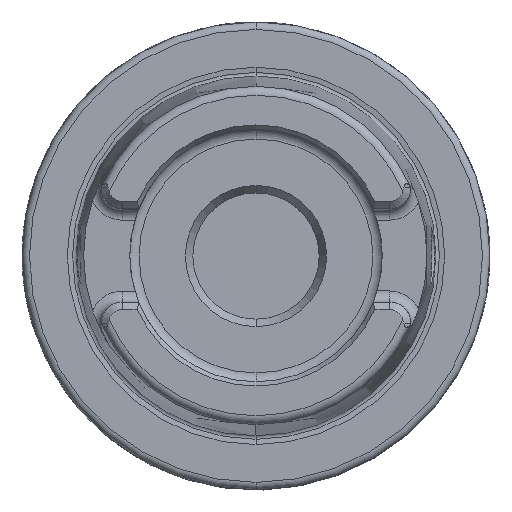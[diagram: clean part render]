
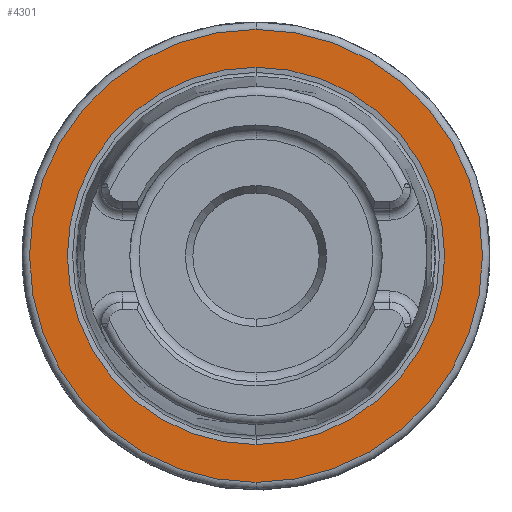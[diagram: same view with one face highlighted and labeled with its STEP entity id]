
A CAD part, top view. The second image highlights one B-rep face of the part: STEP entity #4301.
In plain terms, the highlighted planar face has unit normal (0, 0, 1).
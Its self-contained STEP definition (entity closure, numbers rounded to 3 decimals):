
#1264=CARTESIAN_POINT('',(0,0,26));
#1265=DIRECTION('',(0,0,-1));
#1266=DIRECTION('',(0,1,0));
#1267=AXIS2_PLACEMENT_3D('',#1264,#1265,#1266);
#1277=CARTESIAN_POINT('',(0,0,26));
#1278=DIRECTION('',(0,0,1));
#1279=DIRECTION('',(0,1,0));
#1280=AXIS2_PLACEMENT_3D('',#1277,#1278,#1279);
#1282=CARTESIAN_POINT('',(0,0,26));
#1283=DIRECTION('',(0,0,1));
#1284=DIRECTION('',(0,1,0));
#1285=AXIS2_PLACEMENT_3D('',#1282,#1283,#1284);
#1287=CARTESIAN_POINT('',(0,0,26));
#1288=DIRECTION('',(0,0,1));
#1289=DIRECTION('',(0,-1,0));
#1290=AXIS2_PLACEMENT_3D('',#1287,#1288,#1289);
#2540=CARTESIAN_POINT('',(0,25.409,26));
#2542=VERTEX_POINT('',#2540);
#2576=CARTESIAN_POINT('',(0,-25.409,26));
#2578=VERTEX_POINT('',#2576);
#2642=CARTESIAN_POINT('',(0,30.5,26));
#2643=CARTESIAN_POINT('',(0,-30.5,26));
#2644=VERTEX_POINT('',#2642);
#2645=VERTEX_POINT('',#2643);
#4286=CARTESIAN_POINT('',(0,0,26));
#4287=DIRECTION('',(0,0,-1));
#4288=DIRECTION('',(0,-1,0));
#4289=AXIS2_PLACEMENT_3D('',#4286,#4287,#4288);
#4290=PLANE('',#4289);
#4292=ORIENTED_EDGE('',*,*,#4291,.F.);
#4294=ORIENTED_EDGE('',*,*,#4293,.F.);
#4295=EDGE_LOOP('',(#4292,#4294));
#4296=FACE_OUTER_BOUND('',#4295,.F.);
#4297=ORIENTED_EDGE('',*,*,#4281,.T.);
#4298=ORIENTED_EDGE('',*,*,#4265,.F.);
#4299=EDGE_LOOP('',(#4297,#4298));
#4300=FACE_BOUND('',#4299,.F.);
#4301=ADVANCED_FACE('',(#4296,#4300),#4290,.F.);
#1268=CIRCLE('',#1267,25.409);
#1281=CIRCLE('',#1280,25.409);
#1286=CIRCLE('',#1285,30.5);
#1291=CIRCLE('',#1290,30.5);
#4265=EDGE_CURVE('',#2542,#2578,#1268,.T.);
#4281=EDGE_CURVE('',#2542,#2578,#1281,.T.);
#4291=EDGE_CURVE('',#2644,#2645,#1286,.T.);
#4293=EDGE_CURVE('',#2645,#2644,#1291,.T.);
